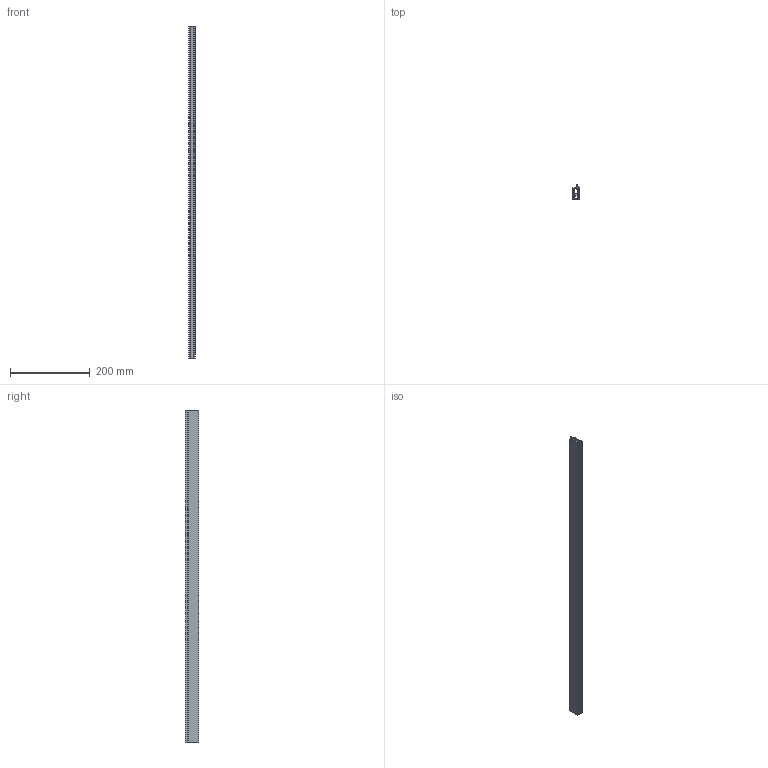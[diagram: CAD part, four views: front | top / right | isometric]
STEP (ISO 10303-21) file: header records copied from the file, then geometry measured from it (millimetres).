
FILE_DESCRIPTION (( 'STEP AP203' ), '1' );
FILE_NAME ('KG D10 834.STEP', '2025-03-07T16:14:00', ( '' ), ( '' ), 'SwSTEP 2.0', 'SolidWorks 2023', '' );
FILE_SCHEMA (( 'CONFIG_CONTROL_DESIGN' ));
Length unit declared in the file: millimetre
Products named in the file (4): Aussengehäuse_13; Innengeometrie_13; Schutzprofil_KG D10_834; KG D10 834
Assembly tree (3 placements, depth 2):
  KG D10 834
    Schutzprofil_KG D10_834
    Aussengehäuse_13
    Innengeometrie_13
Bounding box: 16.5 x 35 x 834 mm (x, y, z)
Volume: 244748.8 mm3; surface area: 354473.9 mm2
Topology: 18 solids, 18 shells, 625 faces, 1767 edges, 1178 vertices
Faces by surface type: plane 303, bspline 290, cylinder 32
Entity records: 34635 total; most frequent: CARTESIAN_POINT 19832, ORIENTED_EDGE 3534, DIRECTION 1933, EDGE_CURVE 1767, VERTEX_POINT 1178, VECTOR 1123, LINE 1123, EDGE_LOOP 705
